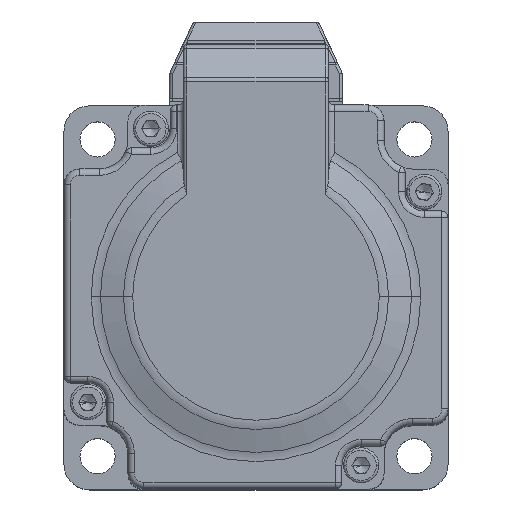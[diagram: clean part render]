
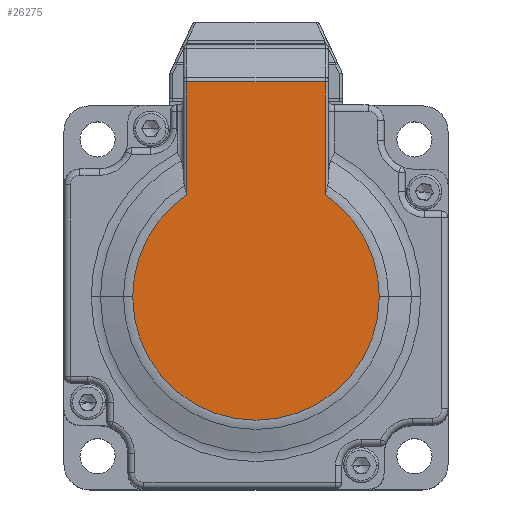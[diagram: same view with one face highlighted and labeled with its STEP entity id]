
A CAD part, top view. The second image highlights one B-rep face of the part: STEP entity #26275.
In plain terms, the highlighted planar face has unit normal (0, 0, 1).
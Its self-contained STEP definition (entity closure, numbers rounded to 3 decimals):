
#426 = CIRCLE ( 'NONE', #43698, 19.266 ) ;
#646 = EDGE_LOOP ( 'NONE', ( #24153, #32197, #58564, #45482, #17156, #25317 ) ) ;
#1856 = CARTESIAN_POINT ( 'NONE',  ( -11.3, 33.586, 94.2 ) ) ;
#2524 = DIRECTION ( 'NONE',  ( 0., -1., 0. ) ) ;
#3222 = CARTESIAN_POINT ( 'NONE',  ( -19.266, 0., 94.2 ) ) ;
#3259 = CARTESIAN_POINT ( 'NONE',  ( 0., 0., 94.2 ) ) ;
#3351 = CARTESIAN_POINT ( 'NONE',  ( 10.8, 33.586, 94.2 ) ) ;
#8112 = VECTOR ( 'NONE', #2524, 1000. ) ;
#10668 = CARTESIAN_POINT ( 'NONE',  ( 0., 0., 94.2 ) ) ;
#11804 = AXIS2_PLACEMENT_3D ( 'NONE', #10668, #15205, #46863 ) ;
#14782 = EDGE_CURVE ( 'NONE', #47934, #44168, #18743, .T. ) ;
#14966 = CARTESIAN_POINT ( 'NONE',  ( 10.8, 33.586, 94.2 ) ) ;
#15205 = DIRECTION ( 'NONE',  ( 0., 0., 1. ) ) ;
#16456 = CARTESIAN_POINT ( 'NONE',  ( 0., 0., 94.2 ) ) ;
#16768 = DIRECTION ( 'NONE',  ( 1., 0., 0. ) ) ;
#17156 = ORIENTED_EDGE ( 'NONE', *, *, #44131, .T. ) ;
#18743 = CIRCLE ( 'NONE', #11804, 19.266 ) ;
#19953 = LINE ( 'NONE', #14966, #34093 ) ;
#21395 = DIRECTION ( 'NONE',  ( 0., 0., 1. ) ) ;
#21598 = AXIS2_PLACEMENT_3D ( 'NONE', #54714, #45462, #31959 ) ;
#24153 = ORIENTED_EDGE ( 'NONE', *, *, #47997, .T. ) ;
#25317 = ORIENTED_EDGE ( 'NONE', *, *, #54074, .T. ) ;
#26275 = ADVANCED_FACE ( 'NONE', ( #52258 ), #44146, .T. ) ;
#26505 = CARTESIAN_POINT ( 'NONE',  ( -10.8, 15.954, 94.2 ) ) ;
#26744 = VERTEX_POINT ( 'NONE', #33969 ) ;
#28606 = DIRECTION ( 'NONE',  ( 0., 1., 0. ) ) ;
#31959 = DIRECTION ( 'NONE',  ( 1., 0., 0. ) ) ;
#32197 = ORIENTED_EDGE ( 'NONE', *, *, #34749, .T. ) ;
#32368 = EDGE_CURVE ( 'NONE', #44168, #57341, #19953, .T. ) ;
#33969 = CARTESIAN_POINT ( 'NONE',  ( -10.8, 33.586, 94.2 ) ) ;
#34093 = VECTOR ( 'NONE', #28606, 1000. ) ;
#34749 = EDGE_CURVE ( 'NONE', #49966, #47934, #50140, .T. ) ;
#35719 = AXIS2_PLACEMENT_3D ( 'NONE', #16456, #21395, #53005 ) ;
#38380 = CARTESIAN_POINT ( 'NONE',  ( -10.8, 16.502, 94.2 ) ) ;
#38682 = DIRECTION ( 'NONE',  ( -1., 0., 0. ) ) ;
#43698 = AXIS2_PLACEMENT_3D ( 'NONE', #3259, #57643, #16768 ) ;
#44131 = EDGE_CURVE ( 'NONE', #57341, #26744, #46047, .T. ) ;
#44146 = PLANE ( 'NONE',  #35719 ) ;
#44168 = VERTEX_POINT ( 'NONE', #47796 ) ;
#45390 = VECTOR ( 'NONE', #38682, 1000. ) ;
#45462 = DIRECTION ( 'NONE',  ( 0., 0., 1. ) ) ;
#45482 = ORIENTED_EDGE ( 'NONE', *, *, #32368, .T. ) ;
#46047 = LINE ( 'NONE', #1856, #45390 ) ;
#46821 = VERTEX_POINT ( 'NONE', #26505 ) ;
#46863 = DIRECTION ( 'NONE',  ( 1., 0., 0. ) ) ;
#47796 = CARTESIAN_POINT ( 'NONE',  ( 10.8, 15.954, 94.2 ) ) ;
#47934 = VERTEX_POINT ( 'NONE', #56703 ) ;
#47997 = EDGE_CURVE ( 'NONE', #46821, #49966, #426, .T. ) ;
#49966 = VERTEX_POINT ( 'NONE', #3222 ) ;
#50140 = CIRCLE ( 'NONE', #21598, 19.266 ) ;
#51982 = LINE ( 'NONE', #38380, #8112 ) ;
#52258 = FACE_OUTER_BOUND ( 'NONE', #646, .T. ) ;
#53005 = DIRECTION ( 'NONE',  ( 1., 0., 0. ) ) ;
#54074 = EDGE_CURVE ( 'NONE', #26744, #46821, #51982, .T. ) ;
#54714 = CARTESIAN_POINT ( 'NONE',  ( 0., 0., 94.2 ) ) ;
#56703 = CARTESIAN_POINT ( 'NONE',  ( 19.266, 0., 94.2 ) ) ;
#57341 = VERTEX_POINT ( 'NONE', #3351 ) ;
#57643 = DIRECTION ( 'NONE',  ( 0., 0., 1. ) ) ;
#58564 = ORIENTED_EDGE ( 'NONE', *, *, #14782, .T. ) ;
